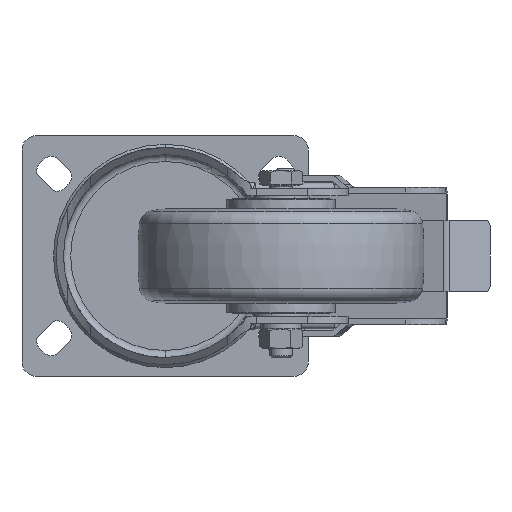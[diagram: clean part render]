
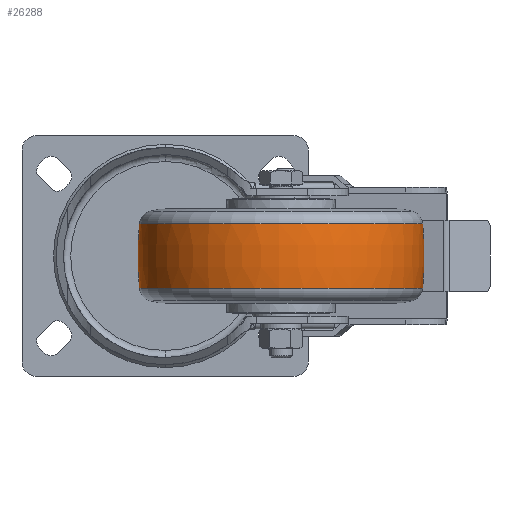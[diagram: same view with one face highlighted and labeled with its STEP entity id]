
A CAD part, front view. The second image highlights one B-rep face of the part: STEP entity #26288.
In plain terms, the highlighted toroidal (fillet/blend) face has major radius 75 mm and minor radius 125 mm.
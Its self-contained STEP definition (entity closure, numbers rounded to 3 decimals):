
#1051 = ORIENTED_EDGE ( 'NONE', *, *, #10176, .T. ) ;
#1641 = TOROIDAL_SURFACE ( 'NONE', #11799, -75., 125. ) ;
#1966 = CARTESIAN_POINT ( 'NONE',  ( -8.989, -77.439, 11.255 ) ) ;
#2282 = CARTESIAN_POINT ( 'NONE',  ( -34.495, -77.15, 0. ) ) ;
#3696 = AXIS2_PLACEMENT_3D ( 'NONE', #31860, #15700, #26006 ) ;
#8183 = CIRCLE ( 'NONE', #17511, 125. ) ;
#10176 = EDGE_CURVE ( 'NONE', #24696, #12470, #18635, .T. ) ;
#10382 = CARTESIAN_POINT ( 'NONE',  ( 89.989, -78.561, 11.255 ) ) ;
#11672 = DIRECTION ( 'NONE',  ( 0., 0., 1. ) ) ;
#11799 = AXIS2_PLACEMENT_3D ( 'NONE', #25242, #11672, #22525 ) ;
#12122 = DIRECTION ( 'NONE',  ( -1., 0.011, 0. ) ) ;
#12211 = FACE_OUTER_BOUND ( 'NONE', #23288, .T. ) ;
#12217 = CARTESIAN_POINT ( 'NONE',  ( -8.989, -77.439, -11.255 ) ) ;
#12470 = VERTEX_POINT ( 'NONE', #28658 ) ;
#12949 = VERTEX_POINT ( 'NONE', #1966 ) ;
#14795 = CIRCLE ( 'NONE', #27131, 49.492 ) ;
#14993 = DIRECTION ( 'NONE',  ( 0.011, 1., 0. ) ) ;
#15700 = DIRECTION ( 'NONE',  ( 0., 0., 1. ) ) ;
#16723 = AXIS2_PLACEMENT_3D ( 'NONE', #2282, #34815, #26459 ) ;
#17487 = DIRECTION ( 'NONE',  ( 1., -0.011, 0. ) ) ;
#17511 = AXIS2_PLACEMENT_3D ( 'NONE', #17602, #14993, #17487 ) ;
#17602 = CARTESIAN_POINT ( 'NONE',  ( 115.495, -78.85, 0. ) ) ;
#17891 = EDGE_CURVE ( 'NONE', #12949, #26001, #14795, .T. ) ;
#17918 = ORIENTED_EDGE ( 'NONE', *, *, #17891, .F. ) ;
#18635 = CIRCLE ( 'NONE', #3696, 49.492 ) ;
#22525 = DIRECTION ( 'NONE',  ( -1., 0.011, 0. ) ) ;
#22616 = EDGE_CURVE ( 'NONE', #24696, #12949, #8183, .T. ) ;
#23087 = CARTESIAN_POINT ( 'NONE',  ( 40.5, -78., 11.255 ) ) ;
#23288 = EDGE_LOOP ( 'NONE', ( #1051, #26273, #17918, #28556 ) ) ;
#24696 = VERTEX_POINT ( 'NONE', #12217 ) ;
#24939 = EDGE_CURVE ( 'NONE', #12470, #26001, #34315, .T. ) ;
#25242 = CARTESIAN_POINT ( 'NONE',  ( 40.5, -78., 0. ) ) ;
#25809 = DIRECTION ( 'NONE',  ( 0., 0., 1. ) ) ;
#26001 = VERTEX_POINT ( 'NONE', #10382 ) ;
#26006 = DIRECTION ( 'NONE',  ( -1., 0.011, 0. ) ) ;
#26273 = ORIENTED_EDGE ( 'NONE', *, *, #24939, .T. ) ;
#26288 = ADVANCED_FACE ( 'NONE', ( #12211 ), #1641, .T. ) ;
#26459 = DIRECTION ( 'NONE',  ( -1., 0.011, 0. ) ) ;
#27131 = AXIS2_PLACEMENT_3D ( 'NONE', #23087, #25809, #12122 ) ;
#28556 = ORIENTED_EDGE ( 'NONE', *, *, #22616, .F. ) ;
#28658 = CARTESIAN_POINT ( 'NONE',  ( 89.989, -78.561, -11.255 ) ) ;
#31860 = CARTESIAN_POINT ( 'NONE',  ( 40.5, -78., -11.255 ) ) ;
#34315 = CIRCLE ( 'NONE', #16723, 125. ) ;
#34815 = DIRECTION ( 'NONE',  ( -0.011, -1., 0. ) ) ;
